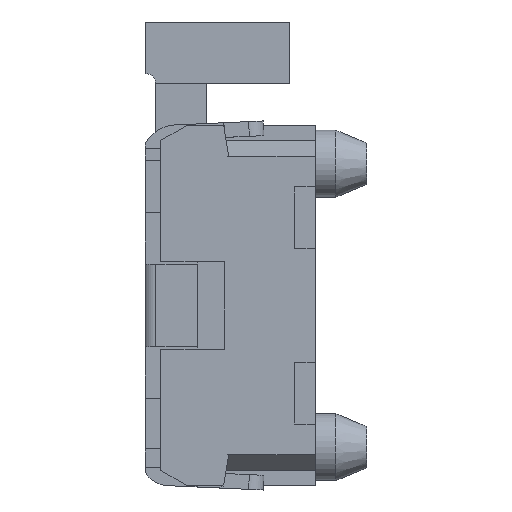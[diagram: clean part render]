
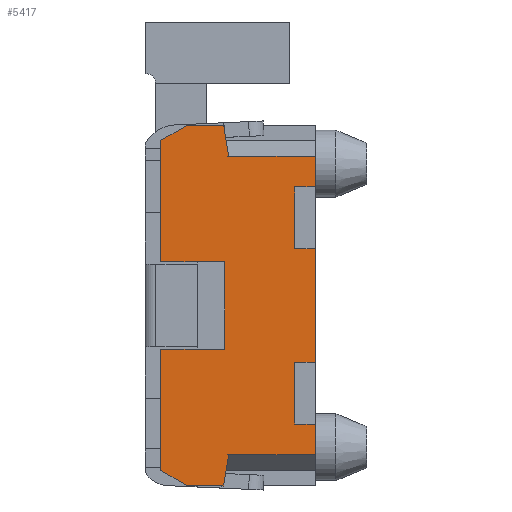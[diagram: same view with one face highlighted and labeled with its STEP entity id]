
A CAD part, left-side view. The second image highlights one B-rep face of the part: STEP entity #5417.
In plain terms, the highlighted planar face has unit normal (-1, 0, 0).
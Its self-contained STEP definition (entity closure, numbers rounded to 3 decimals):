
#182=PLANE('',#5732);
#460=FACE_OUTER_BOUND('',#736,.T.);
#736=EDGE_LOOP('',(#4149,#4150,#4151,#4152,#4153,#4154,#4155,#4156,#4157,
#4158,#4159,#4160,#4161,#4162,#4163,#4164,#4165,#4166,#4167,#4168,#4169,
#4170,#4171,#4172,#4173,#4174));
#1195=LINE('',#7964,#1919);
#1196=LINE('',#7966,#1920);
#1197=LINE('',#7968,#1921);
#1198=LINE('',#7970,#1922);
#1199=LINE('',#7972,#1923);
#1200=LINE('',#7974,#1924);
#1201=LINE('',#7976,#1925);
#1202=LINE('',#7978,#1926);
#1203=LINE('',#7980,#1927);
#1204=LINE('',#7982,#1928);
#1205=LINE('',#7984,#1929);
#1206=LINE('',#7986,#1930);
#1207=LINE('',#7988,#1931);
#1208=LINE('',#7990,#1932);
#1209=LINE('',#7992,#1933);
#1210=LINE('',#7994,#1934);
#1211=LINE('',#7996,#1935);
#1212=LINE('',#7998,#1936);
#1213=LINE('',#8000,#1937);
#1214=LINE('',#8002,#1938);
#1215=LINE('',#8004,#1939);
#1216=LINE('',#8006,#1940);
#1217=LINE('',#8008,#1941);
#1218=LINE('',#8010,#1942);
#1219=LINE('',#8012,#1943);
#1220=LINE('',#8013,#1944);
#1919=VECTOR('',#6397,1000.);
#1920=VECTOR('',#6398,1000.);
#1921=VECTOR('',#6399,1000.);
#1922=VECTOR('',#6400,1000.);
#1923=VECTOR('',#6401,1000.);
#1924=VECTOR('',#6402,1000.);
#1925=VECTOR('',#6403,1000.);
#1926=VECTOR('',#6404,1000.);
#1927=VECTOR('',#6405,1000.);
#1928=VECTOR('',#6406,1000.);
#1929=VECTOR('',#6407,1000.);
#1930=VECTOR('',#6408,1000.);
#1931=VECTOR('',#6409,1000.);
#1932=VECTOR('',#6410,1000.);
#1933=VECTOR('',#6411,1000.);
#1934=VECTOR('',#6412,1000.);
#1935=VECTOR('',#6413,1000.);
#1936=VECTOR('',#6414,1000.);
#1937=VECTOR('',#6415,1000.);
#1938=VECTOR('',#6416,1000.);
#1939=VECTOR('',#6417,1000.);
#1940=VECTOR('',#6418,1000.);
#1941=VECTOR('',#6419,1000.);
#1942=VECTOR('',#6420,1000.);
#1943=VECTOR('',#6421,1000.);
#1944=VECTOR('',#6422,1000.);
#2691=VERTEX_POINT('',#7962);
#2692=VERTEX_POINT('',#7963);
#2693=VERTEX_POINT('',#7965);
#2694=VERTEX_POINT('',#7967);
#2695=VERTEX_POINT('',#7969);
#2696=VERTEX_POINT('',#7971);
#2697=VERTEX_POINT('',#7973);
#2698=VERTEX_POINT('',#7975);
#2699=VERTEX_POINT('',#7977);
#2700=VERTEX_POINT('',#7979);
#2701=VERTEX_POINT('',#7981);
#2702=VERTEX_POINT('',#7983);
#2703=VERTEX_POINT('',#7985);
#2704=VERTEX_POINT('',#7987);
#2705=VERTEX_POINT('',#7989);
#2706=VERTEX_POINT('',#7991);
#2707=VERTEX_POINT('',#7993);
#2708=VERTEX_POINT('',#7995);
#2709=VERTEX_POINT('',#7997);
#2710=VERTEX_POINT('',#7999);
#2711=VERTEX_POINT('',#8001);
#2712=VERTEX_POINT('',#8003);
#2713=VERTEX_POINT('',#8005);
#2714=VERTEX_POINT('',#8007);
#2715=VERTEX_POINT('',#8009);
#2716=VERTEX_POINT('',#8011);
#3263=EDGE_CURVE('',#2691,#2692,#1195,.T.);
#3264=EDGE_CURVE('',#2692,#2693,#1196,.T.);
#3265=EDGE_CURVE('',#2693,#2694,#1197,.T.);
#3266=EDGE_CURVE('',#2695,#2694,#1198,.T.);
#3267=EDGE_CURVE('',#2696,#2695,#1199,.T.);
#3268=EDGE_CURVE('',#2696,#2697,#1200,.T.);
#3269=EDGE_CURVE('',#2697,#2698,#1201,.T.);
#3270=EDGE_CURVE('',#2698,#2699,#1202,.T.);
#3271=EDGE_CURVE('',#2699,#2700,#1203,.T.);
#3272=EDGE_CURVE('',#2700,#2701,#1204,.T.);
#3273=EDGE_CURVE('',#2701,#2702,#1205,.T.);
#3274=EDGE_CURVE('',#2703,#2702,#1206,.T.);
#3275=EDGE_CURVE('',#2704,#2703,#1207,.T.);
#3276=EDGE_CURVE('',#2704,#2705,#1208,.T.);
#3277=EDGE_CURVE('',#2706,#2705,#1209,.T.);
#3278=EDGE_CURVE('',#2707,#2706,#1210,.T.);
#3279=EDGE_CURVE('',#2708,#2707,#1211,.T.);
#3280=EDGE_CURVE('',#2708,#2709,#1212,.T.);
#3281=EDGE_CURVE('',#2710,#2709,#1213,.T.);
#3282=EDGE_CURVE('',#2711,#2710,#1214,.T.);
#3283=EDGE_CURVE('',#2712,#2711,#1215,.T.);
#3284=EDGE_CURVE('',#2712,#2713,#1216,.T.);
#3285=EDGE_CURVE('',#2713,#2714,#1217,.T.);
#3286=EDGE_CURVE('',#2714,#2715,#1218,.T.);
#3287=EDGE_CURVE('',#2715,#2716,#1219,.T.);
#3288=EDGE_CURVE('',#2716,#2691,#1220,.T.);
#4149=ORIENTED_EDGE('',*,*,#3263,.T.);
#4150=ORIENTED_EDGE('',*,*,#3264,.T.);
#4151=ORIENTED_EDGE('',*,*,#3265,.T.);
#4152=ORIENTED_EDGE('',*,*,#3266,.F.);
#4153=ORIENTED_EDGE('',*,*,#3267,.F.);
#4154=ORIENTED_EDGE('',*,*,#3268,.T.);
#4155=ORIENTED_EDGE('',*,*,#3269,.T.);
#4156=ORIENTED_EDGE('',*,*,#3270,.T.);
#4157=ORIENTED_EDGE('',*,*,#3271,.T.);
#4158=ORIENTED_EDGE('',*,*,#3272,.T.);
#4159=ORIENTED_EDGE('',*,*,#3273,.T.);
#4160=ORIENTED_EDGE('',*,*,#3274,.F.);
#4161=ORIENTED_EDGE('',*,*,#3275,.F.);
#4162=ORIENTED_EDGE('',*,*,#3276,.T.);
#4163=ORIENTED_EDGE('',*,*,#3277,.F.);
#4164=ORIENTED_EDGE('',*,*,#3278,.F.);
#4165=ORIENTED_EDGE('',*,*,#3279,.F.);
#4166=ORIENTED_EDGE('',*,*,#3280,.T.);
#4167=ORIENTED_EDGE('',*,*,#3281,.F.);
#4168=ORIENTED_EDGE('',*,*,#3282,.F.);
#4169=ORIENTED_EDGE('',*,*,#3283,.F.);
#4170=ORIENTED_EDGE('',*,*,#3284,.T.);
#4171=ORIENTED_EDGE('',*,*,#3285,.T.);
#4172=ORIENTED_EDGE('',*,*,#3286,.T.);
#4173=ORIENTED_EDGE('',*,*,#3287,.T.);
#4174=ORIENTED_EDGE('',*,*,#3288,.T.);
#5417=ADVANCED_FACE('',(#460),#182,.F.);
#5732=AXIS2_PLACEMENT_3D('',#7961,#6395,#6396);
#6395=DIRECTION('center_axis',(1.,0.,0.));
#6396=DIRECTION('ref_axis',(0.,0.,-1.));
#6397=DIRECTION('',(0.,1.,0.));
#6398=DIRECTION('',(0.,0.866,-0.5));
#6399=DIRECTION('',(0.,0.,-1.));
#6400=DIRECTION('',(0.,1.,0.));
#6401=DIRECTION('',(0.,0.,1.));
#6402=DIRECTION('',(0.,1.,0.));
#6403=DIRECTION('',(0.,0.,-1.));
#6404=DIRECTION('',(0.,-0.866,-0.5));
#6405=DIRECTION('',(0.,-1.,0.));
#6406=DIRECTION('',(0.,-0.986,-0.164));
#6407=DIRECTION('',(0.,-0.164,0.986));
#6408=DIRECTION('',(0.,-0.986,-0.164));
#6409=DIRECTION('',(0.,1.,0.));
#6410=DIRECTION('',(0.,0.,1.));
#6411=DIRECTION('',(0.,-1.,0.));
#6412=DIRECTION('',(0.,0.,-1.));
#6413=DIRECTION('',(0.,1.,0.));
#6414=DIRECTION('',(0.,0.,1.));
#6415=DIRECTION('',(0.,-1.,0.));
#6416=DIRECTION('',(0.,0.,-1.));
#6417=DIRECTION('',(0.,1.,0.));
#6418=DIRECTION('',(0.,0.,1.));
#6419=DIRECTION('',(0.,1.,0.));
#6420=DIRECTION('',(0.,-0.986,0.164));
#6421=DIRECTION('',(0.,0.164,0.986));
#6422=DIRECTION('',(0.,0.986,-0.164));
#7961=CARTESIAN_POINT('Origin',(-2.35,1.5,1.75));
#7962=CARTESIAN_POINT('',(-2.35,0.9,1.75));
#7963=CARTESIAN_POINT('',(-2.35,1.24,1.75));
#7964=CARTESIAN_POINT('',(-2.35,1.5,1.75));
#7965=CARTESIAN_POINT('',(-2.35,1.5,1.6));
#7966=CARTESIAN_POINT('',(-2.35,1.5,1.6));
#7967=CARTESIAN_POINT('',(-2.35,1.5,0.425));
#7968=CARTESIAN_POINT('',(-2.35,1.5,-1.75));
#7969=CARTESIAN_POINT('',(-2.35,0.88,0.425));
#7970=CARTESIAN_POINT('',(-2.35,1.14,0.425));
#7971=CARTESIAN_POINT('',(-2.35,0.88,-0.425));
#7972=CARTESIAN_POINT('',(-2.35,0.88,-0.425));
#7973=CARTESIAN_POINT('',(-2.35,1.5,-0.425));
#7974=CARTESIAN_POINT('',(-2.35,1.14,-0.425));
#7975=CARTESIAN_POINT('',(-2.35,1.5,-1.6));
#7976=CARTESIAN_POINT('',(-2.35,1.5,-1.75));
#7977=CARTESIAN_POINT('',(-2.35,1.24,-1.75));
#7978=CARTESIAN_POINT('',(-2.35,1.24,-1.75));
#7979=CARTESIAN_POINT('',(-2.35,0.9,-1.75));
#7980=CARTESIAN_POINT('',(-2.35,0.9,-1.75));
#7981=CARTESIAN_POINT('',(-2.35,0.89,-1.752));
#7982=CARTESIAN_POINT('',(-2.35,0.89,-1.752));
#7983=CARTESIAN_POINT('',(-2.35,0.84,-1.452));
#7984=CARTESIAN_POINT('',(-2.35,0.85,-1.511));
#7985=CARTESIAN_POINT('',(-2.35,0.85,-1.45));
#7986=CARTESIAN_POINT('',(-2.35,0.85,-1.45));
#7987=CARTESIAN_POINT('',(-2.35,0.,-1.45));
#7988=CARTESIAN_POINT('',(-2.35,0.,-1.45));
#7989=CARTESIAN_POINT('',(-2.35,0.,-1.15));
#7990=CARTESIAN_POINT('',(-2.35,0.,1.45));
#7991=CARTESIAN_POINT('',(-2.35,0.2,-1.15));
#7992=CARTESIAN_POINT('',(-2.35,0.,-1.15));
#7993=CARTESIAN_POINT('',(-2.35,0.2,-0.55));
#7994=CARTESIAN_POINT('',(-2.35,0.2,-1.15));
#7995=CARTESIAN_POINT('',(-2.35,0.,-0.55));
#7996=CARTESIAN_POINT('',(-2.35,0.2,-0.55));
#7997=CARTESIAN_POINT('',(-2.35,0.,0.55));
#7998=CARTESIAN_POINT('',(-2.35,0.,1.45));
#7999=CARTESIAN_POINT('',(-2.35,0.2,0.55));
#8000=CARTESIAN_POINT('',(-2.35,0.,0.55));
#8001=CARTESIAN_POINT('',(-2.35,0.2,1.15));
#8002=CARTESIAN_POINT('',(-2.35,0.2,0.55));
#8003=CARTESIAN_POINT('',(-2.35,0.,1.15));
#8004=CARTESIAN_POINT('',(-2.35,0.2,1.15));
#8005=CARTESIAN_POINT('',(-2.35,0.,1.45));
#8006=CARTESIAN_POINT('',(-2.35,0.,1.45));
#8007=CARTESIAN_POINT('',(-2.35,0.85,1.45));
#8008=CARTESIAN_POINT('',(-2.35,0.85,1.45));
#8009=CARTESIAN_POINT('',(-2.35,0.84,1.452));
#8010=CARTESIAN_POINT('',(-2.35,1.434,1.353));
#8011=CARTESIAN_POINT('',(-2.35,0.89,1.752));
#8012=CARTESIAN_POINT('',(-2.35,0.89,1.752));
#8013=CARTESIAN_POINT('',(-2.35,0.9,1.75));
